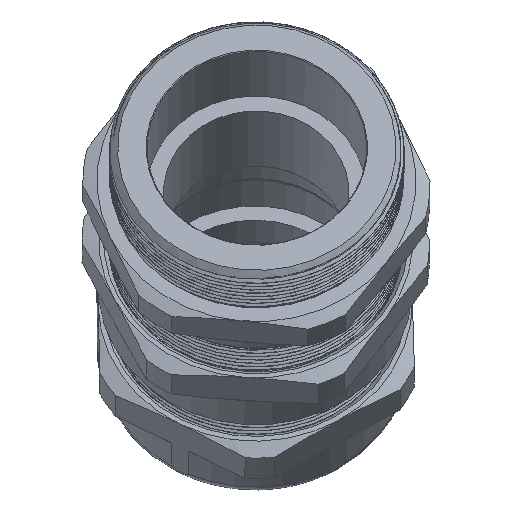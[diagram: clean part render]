
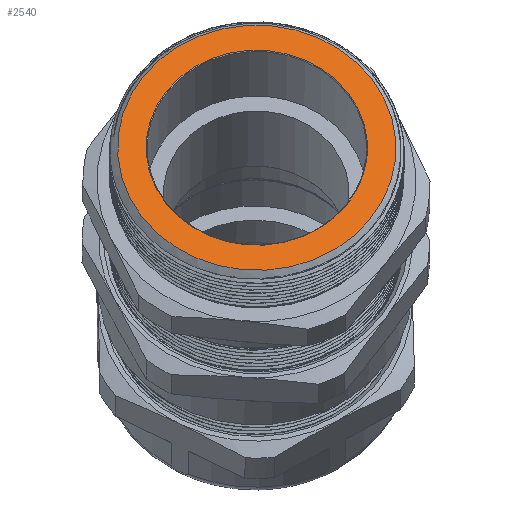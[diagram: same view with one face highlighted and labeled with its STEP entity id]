
A CAD part, left-side view. The second image highlights one B-rep face of the part: STEP entity #2540.
In plain terms, the highlighted face is planar.
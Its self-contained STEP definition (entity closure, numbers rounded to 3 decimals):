
#318=PLANE('',#2960);
#452=FACE_BOUND('',#918,.T.);
#672=FACE_OUTER_BOUND('',#917,.T.);
#917=EDGE_LOOP('',(#2313));
#918=EDGE_LOOP('',(#2314));
#1055=CIRCLE('',#2888,29.664);
#1090=CIRCLE('',#2959,23.6);
#1275=VERTEX_POINT('',#10006);
#1324=VERTEX_POINT('',#13412);
#1575=EDGE_CURVE('',#1275,#1275,#1055,.T.);
#1656=EDGE_CURVE('',#1324,#1324,#1090,.T.);
#2313=ORIENTED_EDGE('',*,*,#1575,.T.);
#2314=ORIENTED_EDGE('',*,*,#1656,.T.);
#2540=ADVANCED_FACE('',(#672,#452),#318,.T.);
#2888=AXIS2_PLACEMENT_3D('',#10007,#3543,#3544);
#2959=AXIS2_PLACEMENT_3D('',#13413,#3697,#3698);
#2960=AXIS2_PLACEMENT_3D('',#13414,#3699,#3700);
#3543=DIRECTION('center_axis',(-1.,0.,0.));
#3544=DIRECTION('ref_axis',(0.,1.,0.));
#3697=DIRECTION('center_axis',(1.,0.,0.));
#3698=DIRECTION('ref_axis',(0.,0.,-1.));
#3699=DIRECTION('center_axis',(-1.,0.,0.));
#3700=DIRECTION('ref_axis',(0.,0.,1.));
#10006=CARTESIAN_POINT('',(-47.14,29.664,0.));
#10007=CARTESIAN_POINT('Origin',(-47.14,0.,0.));
#13412=CARTESIAN_POINT('',(-47.14,23.6,0.));
#13413=CARTESIAN_POINT('Origin',(-47.14,0.,0.));
#13414=CARTESIAN_POINT('Origin',(-47.14,30.664,0.));
